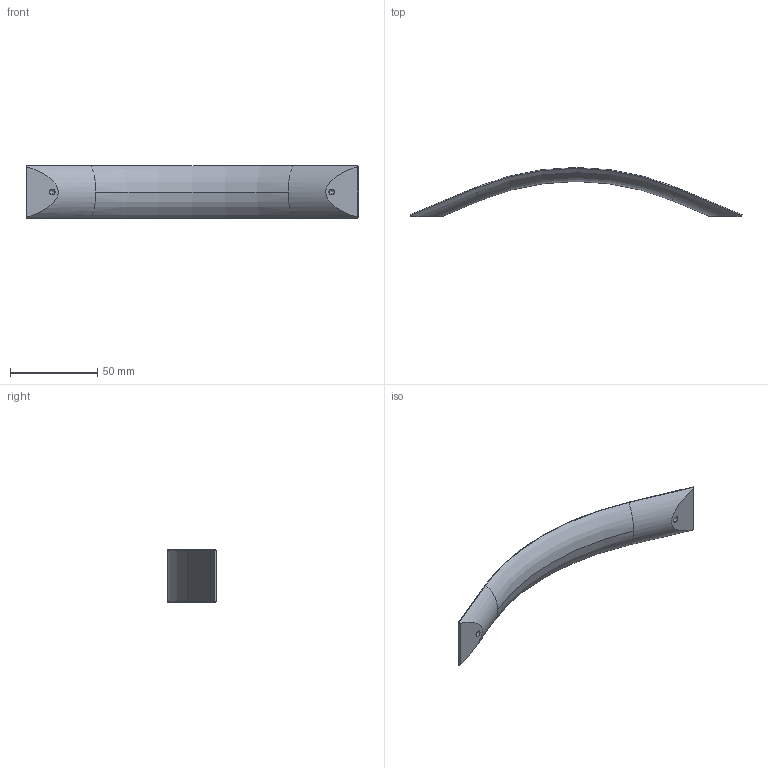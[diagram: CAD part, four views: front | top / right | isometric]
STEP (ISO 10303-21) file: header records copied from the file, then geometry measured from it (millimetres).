
FILE_DESCRIPTION (( 'STEP AP214' ), '1' );
FILE_NAME ('F002342,F002346,F002350,F002354_3D.step', '2022-06-10T07:02:31', ( '' ), ( '' ), 'SwSTEP 2.0', 'SolidWorks 2020', '' );
FILE_SCHEMA (( 'AUTOMOTIVE_DESIGN' ));
Length unit declared in the file: millimetre
Products named in the file (1): F002342,F002346,F002350,F002354_3D
Bounding box: 190 x 28 x 30 mm (x, y, z)
Volume: 31755.1 mm3; surface area: 13046.4 mm2
Topology: 1 solids, 1 shells, 25 faces, 57 edges, 32 vertices
Faces by surface type: cylinder 11, plane 6, torus 4, cone 4
Entity records: 798 total; most frequent: DIRECTION 132, CARTESIAN_POINT 117, ORIENTED_EDGE 106, AXIS2_PLACEMENT_3D 55, EDGE_CURVE 53, VERTEX_POINT 32, CIRCLE 29, EDGE_LOOP 27
